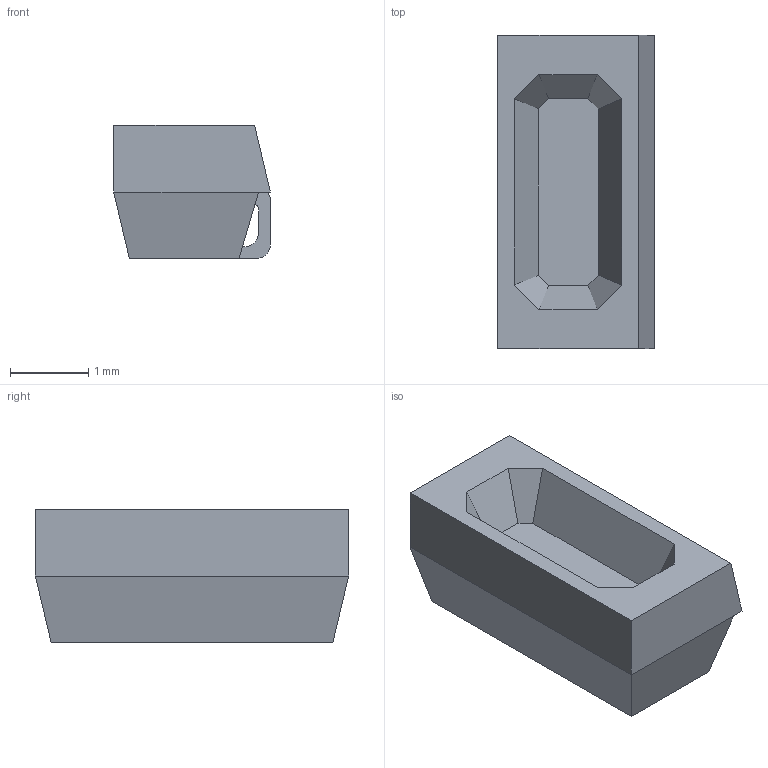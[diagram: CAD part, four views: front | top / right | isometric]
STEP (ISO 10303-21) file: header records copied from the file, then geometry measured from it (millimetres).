
FILE_DESCRIPTION(/* description */ (''),/* implementation_level */ '2;1');
FILE_NAME(/* name */ 'WS2812C-4020.step',/* time_stamp */ '2024-07-29T21:46:49+02:00',/* author */ (''),/* organization */ (''),/* preprocessor_version */ 'ST-DEVELOPER v20',/* originating_system */ 'Autodesk Translation Framework v12.20.1.177',/* authorisation */ '');
FILE_SCHEMA (('AUTOMOTIVE_DESIGN { 1 0 10303 214 3 1 1 }'));
Length unit declared in the file: millimetre
Products named in the file (1): WS2812C-4020
Bounding box: 2 x 4 x 1.7 mm (x, y, z)
Volume: 10.2 mm3; surface area: 41.3 mm2
Topology: 5 solids, 5 shells, 76 faces, 191 edges, 126 vertices
Faces by surface type: plane 60, cylinder 16
Entity records: 2298 total; most frequent: CARTESIAN_POINT 394, ORIENTED_EDGE 382, DIRECTION 377, EDGE_CURVE 191, LINE 159, VECTOR 159, VERTEX_POINT 126, AXIS2_PLACEMENT_3D 109
